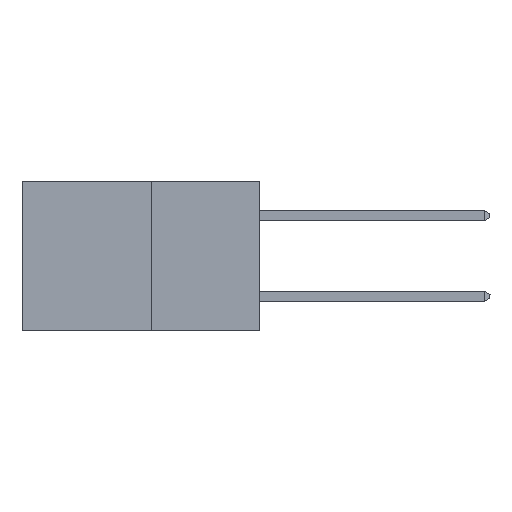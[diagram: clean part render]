
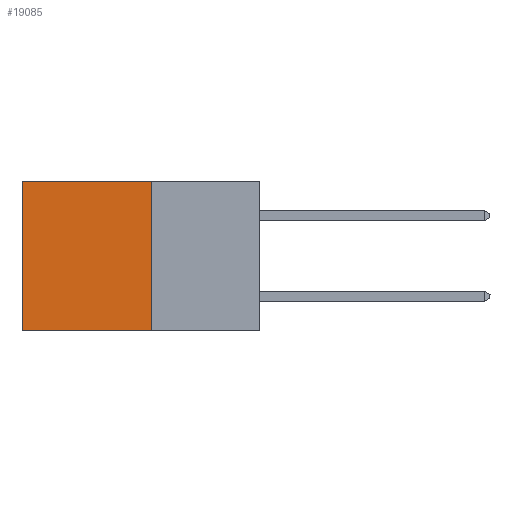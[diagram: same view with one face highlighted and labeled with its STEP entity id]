
A CAD part, left-side view. The second image highlights one B-rep face of the part: STEP entity #19085.
In plain terms, the highlighted planar face has unit normal (-1, 0, 0).
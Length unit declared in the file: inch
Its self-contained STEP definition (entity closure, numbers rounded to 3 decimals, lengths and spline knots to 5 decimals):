
#861 = ORIENTED_EDGE ( 'NONE', *, *, #18275, .F. ) ;
#1113 = DIRECTION ( 'NONE',  ( 0., 0., -1. ) ) ;
#1535 = VECTOR ( 'NONE', #17287, 39.37008 ) ;
#2154 = EDGE_CURVE ( 'NONE', #8583, #3250, #6018, .T. ) ;
#2292 = CARTESIAN_POINT ( 'NONE',  ( 0.277, 0.59, 0. ) ) ;
#3250 = VERTEX_POINT ( 'NONE', #2292 ) ;
#3723 = AXIS2_PLACEMENT_3D ( 'NONE', #11522, #8308, #20054 ) ;
#4428 = LINE ( 'NONE', #21270, #12633 ) ;
#4677 = CARTESIAN_POINT ( 'NONE',  ( 0.277, 0.59, -0.37 ) ) ;
#6018 = LINE ( 'NONE', #11393, #1535 ) ;
#6349 = VECTOR ( 'NONE', #11385, 39.37008 ) ;
#8190 = DIRECTION ( 'NONE',  ( 0., 1., 0. ) ) ;
#8214 = CARTESIAN_POINT ( 'NONE',  ( 0.277, 0.27, -0.37 ) ) ;
#8308 = DIRECTION ( 'NONE',  ( 1., 0., 0. ) ) ;
#8583 = VERTEX_POINT ( 'NONE', #10651 ) ;
#9181 = FACE_OUTER_BOUND ( 'NONE', #12348, .T. ) ;
#9697 = ORIENTED_EDGE ( 'NONE', *, *, #16684, .T. ) ;
#9708 = CARTESIAN_POINT ( 'NONE',  ( 0.277, 0.27, -0.37 ) ) ;
#9876 = CARTESIAN_POINT ( 'NONE',  ( 0.277, 0.27, -0.37 ) ) ;
#10651 = CARTESIAN_POINT ( 'NONE',  ( 0.277, 0.27, 0. ) ) ;
#11385 = DIRECTION ( 'NONE',  ( 0., 0., -1. ) ) ;
#11393 = CARTESIAN_POINT ( 'NONE',  ( 0.277, 0.27, 0. ) ) ;
#11522 = CARTESIAN_POINT ( 'NONE',  ( 0.277, 0.27, -0.37 ) ) ;
#12088 = VECTOR ( 'NONE', #8190, 39.37008 ) ;
#12348 = EDGE_LOOP ( 'NONE', ( #9697, #861, #14709, #14608 ) ) ;
#12633 = VECTOR ( 'NONE', #1113, 39.37008 ) ;
#12858 = VERTEX_POINT ( 'NONE', #4677 ) ;
#14283 = EDGE_CURVE ( 'NONE', #8583, #19690, #19771, .T. ) ;
#14608 = ORIENTED_EDGE ( 'NONE', *, *, #2154, .T. ) ;
#14709 = ORIENTED_EDGE ( 'NONE', *, *, #14283, .F. ) ;
#16569 = LINE ( 'NONE', #9876, #12088 ) ;
#16684 = EDGE_CURVE ( 'NONE', #3250, #12858, #4428, .T. ) ;
#17287 = DIRECTION ( 'NONE',  ( 0., 1., 0. ) ) ;
#18275 = EDGE_CURVE ( 'NONE', #19690, #12858, #16569, .T. ) ;
#18364 = PLANE ( 'NONE',  #3723 ) ;
#19085 = ADVANCED_FACE ( 'NONE', ( #9181 ), #18364, .F. ) ;
#19690 = VERTEX_POINT ( 'NONE', #8214 ) ;
#19771 = LINE ( 'NONE', #9708, #6349 ) ;
#20054 = DIRECTION ( 'NONE',  ( 0., 0., -1. ) ) ;
#21270 = CARTESIAN_POINT ( 'NONE',  ( 0.277, 0.59, -0.37 ) ) ;
